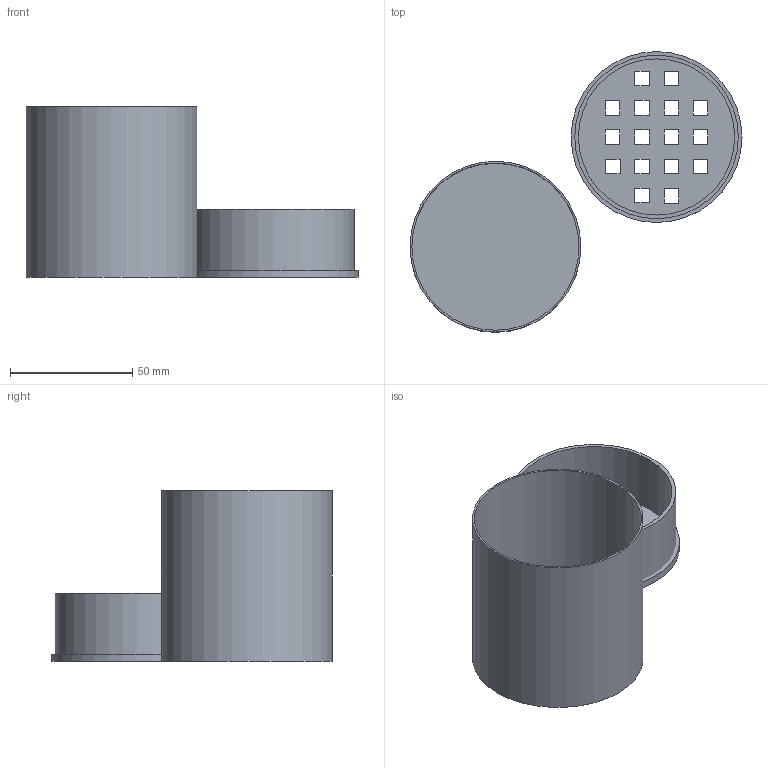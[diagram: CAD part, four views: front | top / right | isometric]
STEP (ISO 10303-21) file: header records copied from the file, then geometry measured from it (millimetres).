
FILE_DESCRIPTION(('FreeCAD Model'),'2;1');
FILE_NAME('Open CASCADE Shape Model','2024-03-24T12:09:28',(''),(''), 'Open CASCADE STEP processor 7.6','FreeCAD','Unknown');
FILE_SCHEMA(('AUTOMOTIVE_DESIGN { 1 0 10303 214 1 1 1 1 }'));
Length unit declared in the file: millimetre
Products named in the file (7): cpd; base; base-body; vent; vent-pad; insert; Body
Assembly tree (6 placements, depth 3):
  cpd
    base
      base-body
    vent
      vent-pad
    insert
      Body
Bounding box: 136 x 115 x 70 mm (x, y, z)
Volume: 35409.5 mm3; surface area: 58329.2 mm2
Topology: 3 solids, 3 shells, 76 faces, 207 edges, 138 vertices
Faces by surface type: plane 71, cylinder 5
Full cylindrical faces by diameter (mm): 64 x1, 67 x1, 68.5 x1, 70 x2
Entity records: 2577 total; most frequent: CARTESIAN_POINT 428, ORIENTED_EDGE 414, DIRECTION 383, EDGE_CURVE 207, LINE 197, VECTOR 197, VERTEX_POINT 138, FACE_BOUND 111
